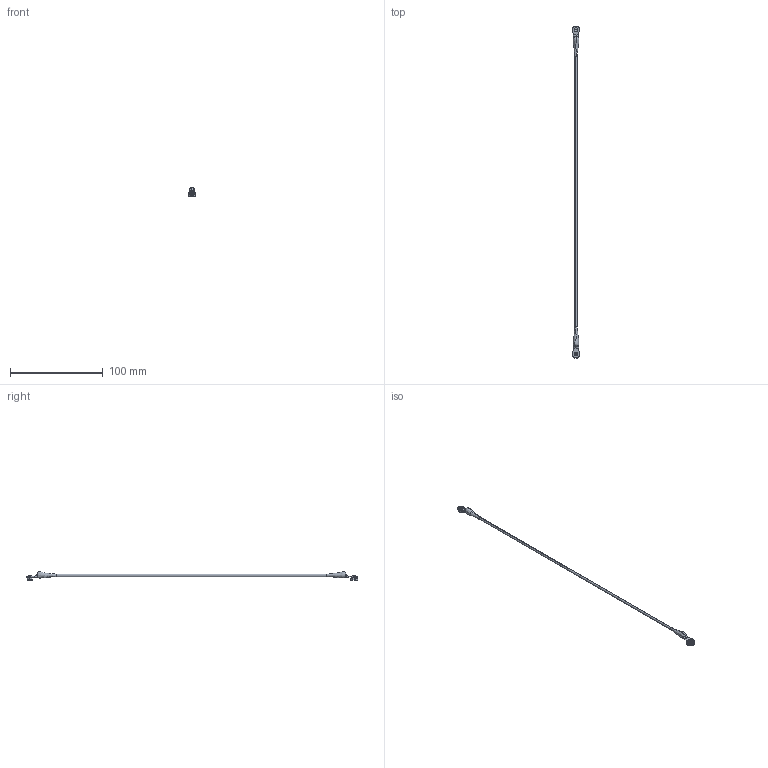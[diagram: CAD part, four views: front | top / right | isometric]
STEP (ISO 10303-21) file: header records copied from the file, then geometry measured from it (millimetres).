
FILE_DESCRIPTION (( 'STEP AP214' ), '1' );
FILE_NAME ('VFTJCSE1001FT.STEP', '2019-01-28T21:05:45', ( 'user' ), ( 'Microsoft' ), 'SwSTEP 2.0', 'SolidWorks 2018', '' );
FILE_SCHEMA (( 'AUTOMOTIVE_DESIGN' ));
Length unit declared in the file: millimetre
Products named in the file (6): F18-120_crimped; EYELET PN34; VFTJCSE1001FT; VFTPCSN0401FT_HEAD; Cable(Reference)_crimped; 10120_(STUD PN261)
Assembly tree (5 placements, depth 2):
  VFTJCSE1001FT
    EYELET PN34
    F18-120_crimped
    10120_(STUD PN261)
    Cable(Reference)_crimped
    VFTPCSN0401FT_HEAD
Bounding box: 8.37 x 357.13 x 9.48 mm (x, y, z)
Volume: 2418.1 mm3; surface area: 4168.1 mm2
Topology: 7 solids, 7 shells, 286 faces, 725 edges, 475 vertices
Faces by surface type: plane 112, bspline 82, cylinder 82, cone 10
Entity records: 17066 total; most frequent: CARTESIAN_POINT 9774, ORIENTED_EDGE 1450, DIRECTION 1237, EDGE_CURVE 725, AXIS2_PLACEMENT_3D 480, VERTEX_POINT 475, EDGE_LOOP 324, FACE_OUTER_BOUND 286
